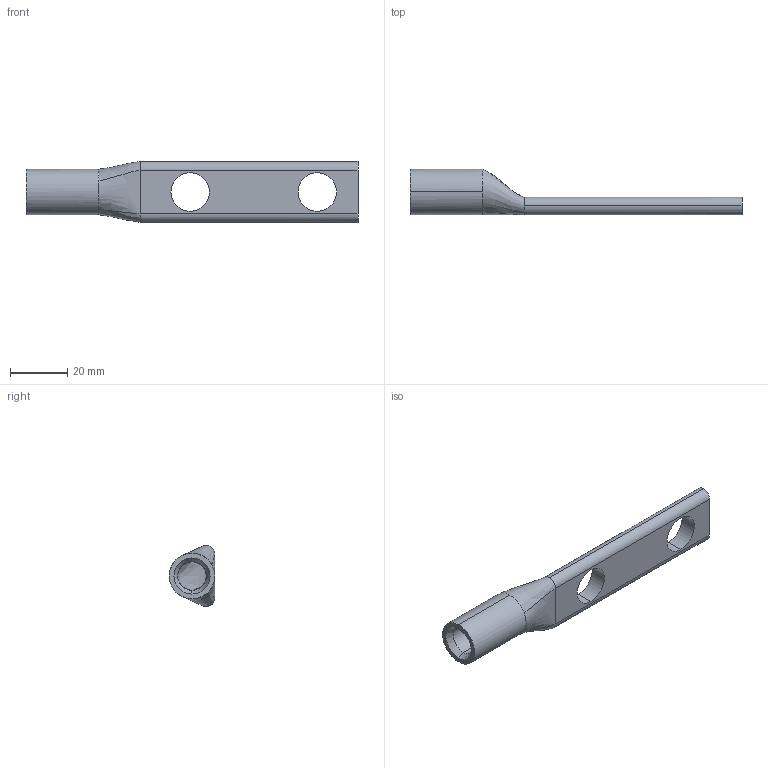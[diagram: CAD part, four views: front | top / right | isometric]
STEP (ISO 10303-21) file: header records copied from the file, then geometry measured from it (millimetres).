
FILE_DESCRIPTION (( 'STEP AP203' ), '1' );
FILE_NAME ('BLUA-1_0D3-1.step', '2025-06-17T20:23:56', ( '' ), ( '' ), 'SwSTEP 2.0', 'SolidWorks 2024', '' );
FILE_SCHEMA (( 'CONFIG_CONTROL_DESIGN' ));
Length unit declared in the file: inch
Products named in the file (1): BLUA-1_0D3-1
Bounding box: 116.08 x 15.93 x 21.34 mm (x, y, z)
Volume: 12327.2 mm3; surface area: 7253.6 mm2
Topology: 1 solids, 1 shells, 26 faces, 65 edges, 42 vertices
Faces by surface type: cylinder 11, bspline 8, plane 5, cone 2
Entity records: 1261 total; most frequent: CARTESIAN_POINT 614, ORIENTED_EDGE 130, DIRECTION 92, EDGE_CURVE 65, VERTEX_POINT 42, AXIS2_PLACEMENT_3D 36, EDGE_LOOP 31, B_SPLINE_CURVE_WITH_KNOTS 28
